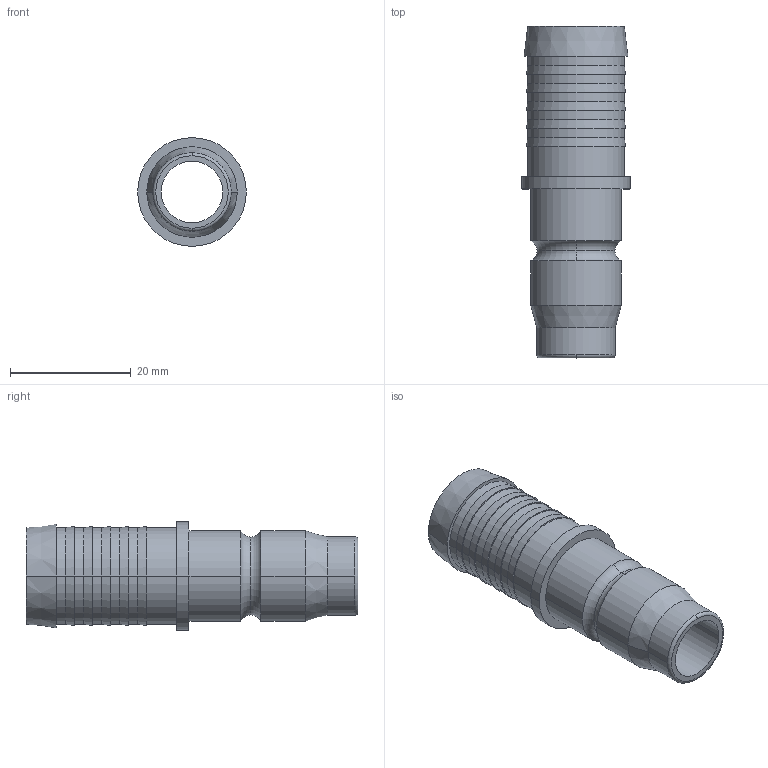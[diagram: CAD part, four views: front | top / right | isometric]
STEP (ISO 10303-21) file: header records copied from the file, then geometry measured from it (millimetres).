
FILE_DESCRIPTION(('STEP AP214'),'1');
FILE_NAME('esacg_16_ss.stp','2020-03-05T09:33:25',('TraceParts'),('TraceParts S.A.'),'Spatial InterOp 3D',' ',' ');
FILE_SCHEMA(('automotive_design'));
Length unit declared in the file: millimetre
Products named in the file (1): 1
Bounding box: 18 x 55 x 18 mm (x, y, z)
Volume: 5685.8 mm3; surface area: 4825.4 mm2
Topology: 1 solids, 1 shells, 52 faces, 111 edges, 69 vertices
Faces by surface type: cylinder 22, cone 14, plane 10, torus 6
Entity records: 1866 total; most frequent: DIRECTION 292, CARTESIAN_POINT 233, ORIENTED_EDGE 222, AXIS2_PLACEMENT_3D 128, EDGE_CURVE 111, CIRCLE 75, VERTEX_POINT 69, EDGE_LOOP 62
